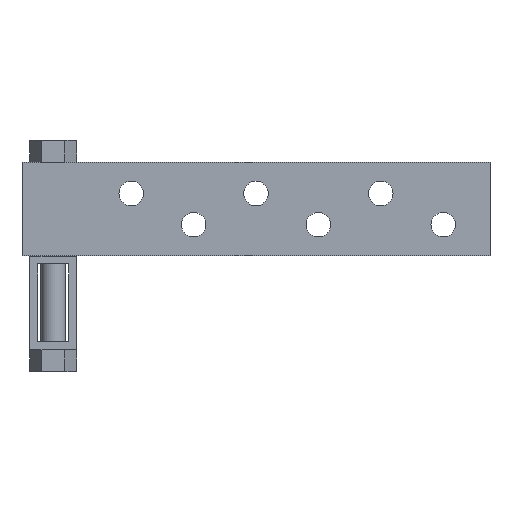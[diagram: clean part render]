
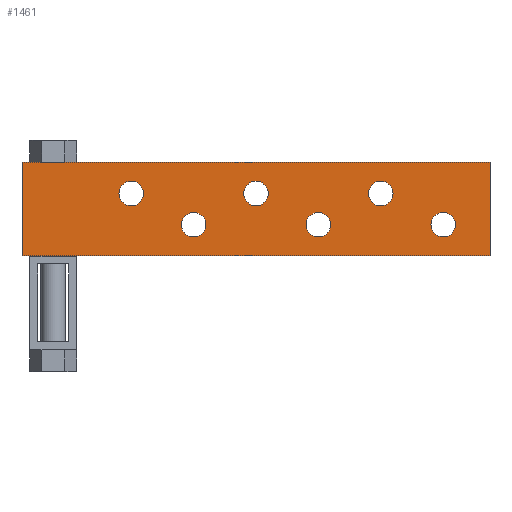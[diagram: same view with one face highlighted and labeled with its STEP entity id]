
A CAD part, left-side view. The second image highlights one B-rep face of the part: STEP entity #1461.
In plain terms, the highlighted planar face has unit normal (-1, 0, 0).
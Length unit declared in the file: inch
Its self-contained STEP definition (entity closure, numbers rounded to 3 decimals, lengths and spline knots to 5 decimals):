
#56=FACE_BOUND('',#264,.T.);
#57=FACE_BOUND('',#265,.T.);
#58=FACE_BOUND('',#266,.T.);
#59=FACE_BOUND('',#267,.T.);
#60=FACE_BOUND('',#268,.T.);
#61=FACE_BOUND('',#269,.T.);
#119=PLANE('',#1636);
#169=FACE_OUTER_BOUND('',#263,.T.);
#263=EDGE_LOOP('',(#1115,#1116,#1117,#1118));
#264=EDGE_LOOP('',(#1119));
#265=EDGE_LOOP('',(#1120));
#266=EDGE_LOOP('',(#1121));
#267=EDGE_LOOP('',(#1122));
#268=EDGE_LOOP('',(#1123));
#269=EDGE_LOOP('',(#1124));
#405=LINE('',#2293,#526);
#406=LINE('',#2296,#527);
#407=LINE('',#2298,#528);
#408=LINE('',#2299,#529);
#526=VECTOR('',#1872,0.3937);
#527=VECTOR('',#1875,0.3937);
#528=VECTOR('',#1876,0.3937);
#529=VECTOR('',#1877,0.3937);
#618=CIRCLE('',#1593,0.19685);
#622=CIRCLE('',#1599,0.19685);
#626=CIRCLE('',#1605,0.19685);
#630=CIRCLE('',#1611,0.19685);
#634=CIRCLE('',#1617,0.19685);
#638=CIRCLE('',#1623,0.19685);
#692=VERTEX_POINT('',#2180);
#696=VERTEX_POINT('',#2192);
#700=VERTEX_POINT('',#2204);
#704=VERTEX_POINT('',#2216);
#708=VERTEX_POINT('',#2228);
#712=VERTEX_POINT('',#2240);
#729=VERTEX_POINT('',#2289);
#730=VERTEX_POINT('',#2291);
#731=VERTEX_POINT('',#2295);
#732=VERTEX_POINT('',#2297);
#824=EDGE_CURVE('',#692,#692,#618,.T.);
#830=EDGE_CURVE('',#696,#696,#622,.T.);
#836=EDGE_CURVE('',#700,#700,#626,.T.);
#842=EDGE_CURVE('',#704,#704,#630,.T.);
#848=EDGE_CURVE('',#708,#708,#634,.T.);
#854=EDGE_CURVE('',#712,#712,#638,.T.);
#879=EDGE_CURVE('',#729,#730,#405,.T.);
#880=EDGE_CURVE('',#731,#729,#406,.T.);
#881=EDGE_CURVE('',#732,#730,#407,.T.);
#882=EDGE_CURVE('',#731,#732,#408,.T.);
#1115=ORIENTED_EDGE('',*,*,#880,.T.);
#1116=ORIENTED_EDGE('',*,*,#879,.T.);
#1117=ORIENTED_EDGE('',*,*,#881,.F.);
#1118=ORIENTED_EDGE('',*,*,#882,.F.);
#1119=ORIENTED_EDGE('',*,*,#824,.T.);
#1120=ORIENTED_EDGE('',*,*,#830,.T.);
#1121=ORIENTED_EDGE('',*,*,#836,.T.);
#1122=ORIENTED_EDGE('',*,*,#842,.T.);
#1123=ORIENTED_EDGE('',*,*,#848,.T.);
#1124=ORIENTED_EDGE('',*,*,#854,.T.);
#1461=ADVANCED_FACE('',(#169,#56,#57,#58,#59,#60,#61),#119,.T.);
#1593=AXIS2_PLACEMENT_3D('',#2182,#1756,#1757);
#1599=AXIS2_PLACEMENT_3D('',#2194,#1770,#1771);
#1605=AXIS2_PLACEMENT_3D('',#2206,#1784,#1785);
#1611=AXIS2_PLACEMENT_3D('',#2218,#1798,#1799);
#1617=AXIS2_PLACEMENT_3D('',#2230,#1812,#1813);
#1623=AXIS2_PLACEMENT_3D('',#2242,#1826,#1827);
#1636=AXIS2_PLACEMENT_3D('',#2294,#1873,#1874);
#1756=DIRECTION('center_axis',(1.,0.,0.));
#1757=DIRECTION('ref_axis',(0.,0.,-1.));
#1770=DIRECTION('center_axis',(1.,0.,0.));
#1771=DIRECTION('ref_axis',(0.,0.,-1.));
#1784=DIRECTION('center_axis',(1.,0.,0.));
#1785=DIRECTION('ref_axis',(0.,0.,-1.));
#1798=DIRECTION('center_axis',(1.,0.,0.));
#1799=DIRECTION('ref_axis',(0.,0.,-1.));
#1812=DIRECTION('center_axis',(1.,0.,0.));
#1813=DIRECTION('ref_axis',(0.,0.,-1.));
#1826=DIRECTION('center_axis',(1.,0.,0.));
#1827=DIRECTION('ref_axis',(0.,0.,-1.));
#1872=DIRECTION('',(0.,1.,0.));
#1873=DIRECTION('center_axis',(-1.,0.,0.));
#1874=DIRECTION('ref_axis',(0.,0.,1.));
#1875=DIRECTION('',(0.,0.,1.));
#1876=DIRECTION('',(0.,0.,1.));
#1877=DIRECTION('',(0.,1.,0.));
#2180=CARTESIAN_POINT('',(-0.75,3.75,-0.30265));
#2182=CARTESIAN_POINT('Origin',(-0.75,3.75,-0.4995));
#2192=CARTESIAN_POINT('',(-0.75,0.75,-0.80265));
#2194=CARTESIAN_POINT('Origin',(-0.75,0.75,-0.9995));
#2204=CARTESIAN_POINT('',(-0.75,5.75,-0.30265));
#2206=CARTESIAN_POINT('Origin',(-0.75,5.75,-0.4995));
#2216=CARTESIAN_POINT('',(-0.75,2.75,-0.80265));
#2218=CARTESIAN_POINT('Origin',(-0.75,2.75,-0.9995));
#2228=CARTESIAN_POINT('',(-0.75,1.75,-0.30265));
#2230=CARTESIAN_POINT('Origin',(-0.75,1.75,-0.4995));
#2240=CARTESIAN_POINT('',(-0.75,4.75,-0.80265));
#2242=CARTESIAN_POINT('Origin',(-0.75,4.75,-0.9995));
#2289=CARTESIAN_POINT('',(-0.75,0.,0.));
#2291=CARTESIAN_POINT('',(-0.75,7.5,0.));
#2293=CARTESIAN_POINT('',(-0.75,0.,0.));
#2294=CARTESIAN_POINT('Origin',(-0.75,0.,-1.5));
#2295=CARTESIAN_POINT('',(-0.75,0.,-1.5));
#2296=CARTESIAN_POINT('',(-0.75,0.,-1.5));
#2297=CARTESIAN_POINT('',(-0.75,7.5,-1.5));
#2298=CARTESIAN_POINT('',(-0.75,7.5,-1.5));
#2299=CARTESIAN_POINT('',(-0.75,0.,-1.5));
